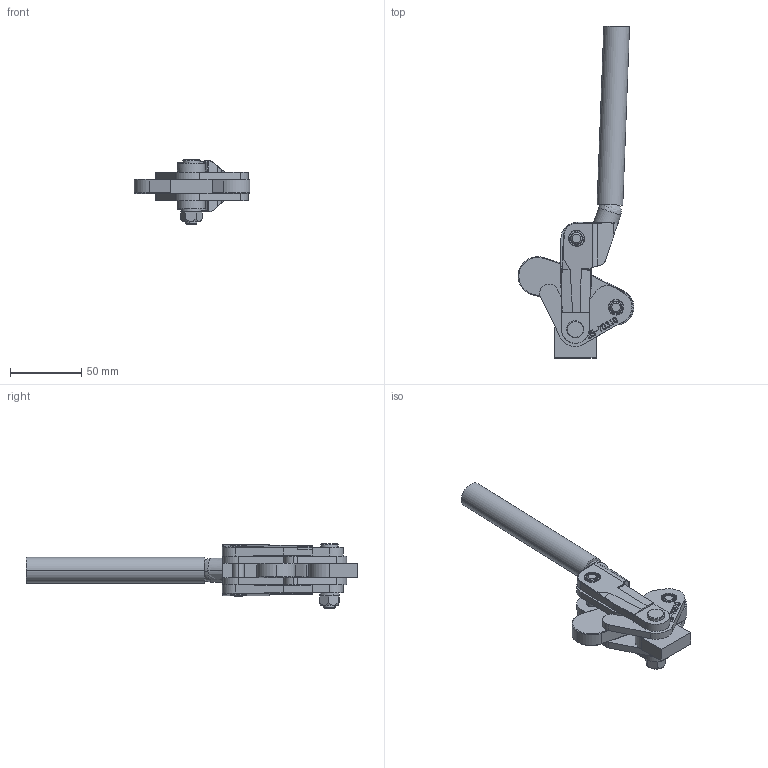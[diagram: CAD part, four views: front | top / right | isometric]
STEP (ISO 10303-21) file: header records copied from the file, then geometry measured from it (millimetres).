
FILE_DESCRIPTION (( 'STEP AP203' ), '1' );
FILE_NAME ('HS-70310 .STEP', '2019-08-23T07:59:27', ( '微软用户' ), ( '微软中国' ), 'SwSTEP 2.0', 'SolidWorks 2012', '' );
FILE_SCHEMA (( 'CONFIG_CONTROL_DESIGN' ));
Length unit declared in the file: millimetre
Products named in the file (13): HS-70310 ; 忒參奪; prevailing torque all-metal 1 gb_GB_HEXAGON_LOCK_TYPE1 M8-N; curved single coil spring lock washers gb_GB_FASTENER_WASHER_CSLW 8; T倛种; 人头马; 騵艦杶; 揤梟; 种2; 种1; 蟀裝; 釱; 菁釱
Assembly tree (21 placements, depth 2):
  HS-70310 
    菁釱
    釱
    蟀裝  x2
    种1  x2
    种2
    揤梟
    騵艦杶  x8
    人头马
    T倛种
    curved single coil spring lock washers gb_GB_FASTENER_WASHER_CSLW 8
    prevailing torque all-metal 1 gb_GB_HEXAGON_LOCK_TYPE1 M8-N
    忒參奪
Bounding box: 81.09 x 232.61 x 45 mm (x, y, z)
Volume: 73803.1 mm3; surface area: 56136.5 mm2
Topology: 21 solids, 26 shells, 700 faces, 1764 edges, 1139 vertices
Faces by surface type: plane 307, cylinder 147, bspline 145, cone 91, torus 10
Entity records: 30226 total; most frequent: CARTESIAN_POINT 15125, ORIENTED_EDGE 3042, DIRECTION 2313, EDGE_CURVE 1527, VERTEX_POINT 1001, LINE 941, VECTOR 941, AXIS2_PLACEMENT_3D 686
